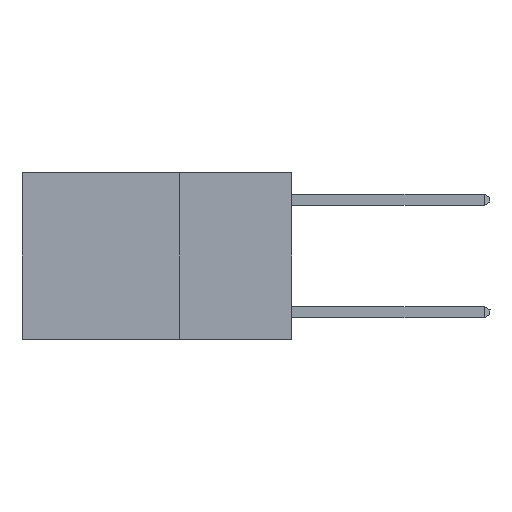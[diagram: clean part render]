
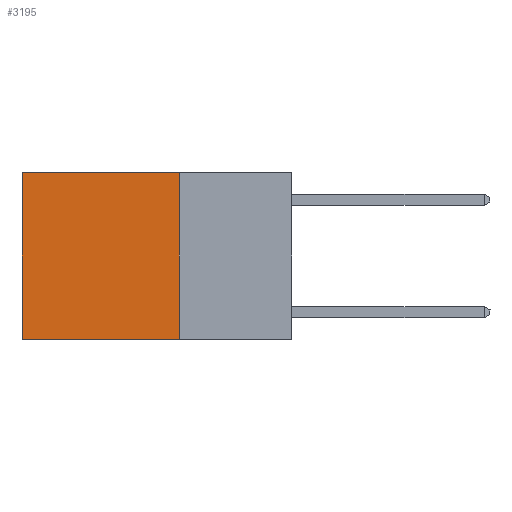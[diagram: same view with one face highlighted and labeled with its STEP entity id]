
A CAD part, left-side view. The second image highlights one B-rep face of the part: STEP entity #3195.
In plain terms, the highlighted planar face has unit normal (-1, 0, 0).
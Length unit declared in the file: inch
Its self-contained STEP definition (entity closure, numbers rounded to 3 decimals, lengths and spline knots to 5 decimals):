
#483 = ORIENTED_EDGE ( 'NONE', *, *, #17137, .T. ) ;
#1787 = CARTESIAN_POINT ( 'NONE',  ( 0.2625, 0.25, 0. ) ) ;
#3195 = ADVANCED_FACE ( 'NONE', ( #10097 ), #25486, .F. ) ;
#3483 = VERTEX_POINT ( 'NONE', #29224 ) ;
#3808 = ORIENTED_EDGE ( 'NONE', *, *, #18456, .T. ) ;
#4124 = EDGE_CURVE ( 'NONE', #3483, #14619, #29935, .T. ) ;
#4475 = ORIENTED_EDGE ( 'NONE', *, *, #31196, .F. ) ;
#4557 = EDGE_LOOP ( 'NONE', ( #3808, #6200, #4475, #483 ) ) ;
#5296 = VECTOR ( 'NONE', #10591, 39.37008 ) ;
#6200 = ORIENTED_EDGE ( 'NONE', *, *, #4124, .F. ) ;
#7654 = DIRECTION ( 'NONE',  ( 0., 0., -1. ) ) ;
#7679 = CARTESIAN_POINT ( 'NONE',  ( 0.2625, 0.25, 0. ) ) ;
#8872 = LINE ( 'NONE', #26070, #27650 ) ;
#10097 = FACE_OUTER_BOUND ( 'NONE', #4557, .T. ) ;
#10591 = DIRECTION ( 'NONE',  ( 0., 1., 0. ) ) ;
#11619 = VERTEX_POINT ( 'NONE', #23737 ) ;
#14619 = VERTEX_POINT ( 'NONE', #23491 ) ;
#17137 = EDGE_CURVE ( 'NONE', #29811, #11619, #20472, .T. ) ;
#18058 = DIRECTION ( 'NONE',  ( 0., 1., 0. ) ) ;
#18456 = EDGE_CURVE ( 'NONE', #11619, #14619, #8872, .T. ) ;
#18760 = DIRECTION ( 'NONE',  ( 0., 0., -1. ) ) ;
#19713 = VECTOR ( 'NONE', #23634, 39.37008 ) ;
#20291 = DIRECTION ( 'NONE',  ( 1., 0., 0. ) ) ;
#20472 = LINE ( 'NONE', #7679, #5296 ) ;
#21203 = LINE ( 'NONE', #1787, #19713 ) ;
#23088 = CARTESIAN_POINT ( 'NONE',  ( 0.2625, 0.25, -0.37 ) ) ;
#23491 = CARTESIAN_POINT ( 'NONE',  ( 0.2625, 0.6, -0.37 ) ) ;
#23634 = DIRECTION ( 'NONE',  ( 0., 0., -1. ) ) ;
#23737 = CARTESIAN_POINT ( 'NONE',  ( 0.2625, 0.6, 0. ) ) ;
#23757 = CARTESIAN_POINT ( 'NONE',  ( 0.2625, 0.25, 0. ) ) ;
#23871 = VECTOR ( 'NONE', #18058, 39.37008 ) ;
#25167 = CARTESIAN_POINT ( 'NONE',  ( 0.2625, 0.25, 0. ) ) ;
#25486 = PLANE ( 'NONE',  #30604 ) ;
#26070 = CARTESIAN_POINT ( 'NONE',  ( 0.2625, 0.6, 0. ) ) ;
#27650 = VECTOR ( 'NONE', #18760, 39.37008 ) ;
#29224 = CARTESIAN_POINT ( 'NONE',  ( 0.2625, 0.25, -0.37 ) ) ;
#29811 = VERTEX_POINT ( 'NONE', #23757 ) ;
#29935 = LINE ( 'NONE', #23088, #23871 ) ;
#30604 = AXIS2_PLACEMENT_3D ( 'NONE', #25167, #20291, #7654 ) ;
#31196 = EDGE_CURVE ( 'NONE', #29811, #3483, #21203, .T. ) ;
